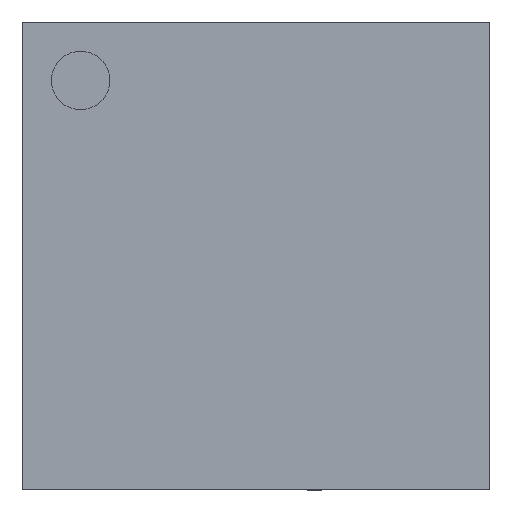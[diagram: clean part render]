
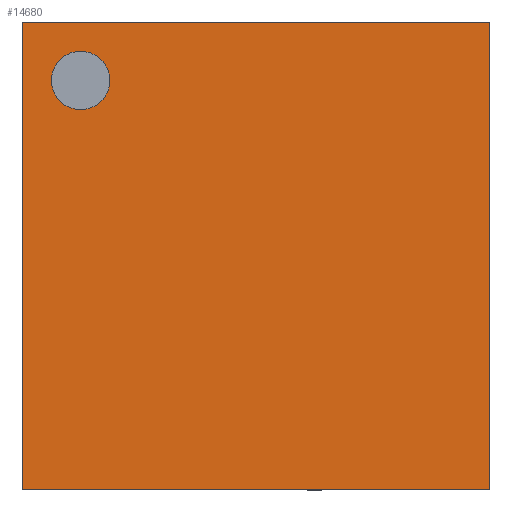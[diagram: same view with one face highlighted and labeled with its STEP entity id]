
A CAD part, top view. The second image highlights one B-rep face of the part: STEP entity #14680.
In plain terms, the highlighted free-form (B-spline) face has degree [1, 1] with [2, 2] control points.
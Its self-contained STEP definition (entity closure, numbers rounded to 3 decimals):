
#7846=CARTESIAN_POINT('',(-3.,2.5,3.0));
#7847=VERTEX_POINT('',#7846);
#7856=CARTESIAN_POINT('',(-3.,3.5,3.0));
#7857=VERTEX_POINT('',#7856);
#7858=CARTESIAN_POINT('',(-3.,3.0,3.0));
#7859=DIRECTION('',(0.0,0.0,-1.0));
#7860=DIRECTION('',(0.0,-1.0,0.0));
#7861=AXIS2_PLACEMENT_3D('',#7858,#7859,#7860);
#7862=CIRCLE('',#7861,0.5);
#7863=EDGE_CURVE('',#7857,#7847,#7862,.T.);
#14163=CARTESIAN_POINT('',(4.,-4.0,3.0));
#14164=VERTEX_POINT('',#14163);
#14171=CARTESIAN_POINT('',(-4.,-4.0,3.0));
#14172=VERTEX_POINT('',#14171);
#14173=CARTESIAN_POINT('',(4.,-4.0,3.0));
#14174=DIRECTION('',(-1.0,0.0,0.0));
#14175=VECTOR('',#14174,8.);
#14176=LINE('',#14173,#14175);
#14177=EDGE_CURVE('',#14164,#14172,#14176,.T.);
#14319=CARTESIAN_POINT('',(-4.,4.0,3.0));
#14320=VERTEX_POINT('',#14319);
#14321=CARTESIAN_POINT('',(-4.,-4.0,3.0));
#14322=DIRECTION('',(0.0,1.0,0.0));
#14323=VECTOR('',#14322,8.0);
#14324=LINE('',#14321,#14323);
#14325=EDGE_CURVE('',#14172,#14320,#14324,.T.);
#14413=CARTESIAN_POINT('',(4.,4.0,3.0));
#14414=VERTEX_POINT('',#14413);
#14415=CARTESIAN_POINT('',(-4.,4.0,3.0));
#14416=DIRECTION('',(1.0,0.0,0.0));
#14417=VECTOR('',#14416,8.);
#14418=LINE('',#14415,#14417);
#14419=EDGE_CURVE('',#14320,#14414,#14418,.T.);
#14552=CARTESIAN_POINT('',(4.,4.0,3.0));
#14553=DIRECTION('',(0.0,-1.0,0.0));
#14554=VECTOR('',#14553,8.0);
#14555=LINE('',#14552,#14554);
#14556=EDGE_CURVE('',#14414,#14164,#14555,.T.);
#14645=CARTESIAN_POINT('',(-3.,3.0,3.0));
#14646=DIRECTION('',(0.0,0.0,-1.0));
#14647=DIRECTION('',(0.0,-1.0,0.0));
#14648=AXIS2_PLACEMENT_3D('',#14645,#14646,#14647);
#14649=CIRCLE('',#14648,0.5);
#14650=EDGE_CURVE('',#7847,#7857,#14649,.T.);
#14665=CARTESIAN_POINT('',(-4.,-4.0,3.0));
#14666=CARTESIAN_POINT('',(4.,-4.0,3.0));
#14667=CARTESIAN_POINT('',(-4.,4.0,3.0));
#14668=CARTESIAN_POINT('',(4.,4.0,3.0));
#14669=B_SPLINE_SURFACE_WITH_KNOTS('',1,1,((#14665,#14667),(#14666,#14668)),.UNSPECIFIED.,.F.,.F.,.U.,(2,2),(2,2),(0.0,8.),(0.0,8.0),.UNSPECIFIED.);
#14670=ORIENTED_EDGE('',*,*,#14556,.F.);
#14671=ORIENTED_EDGE('',*,*,#14419,.F.);
#14672=ORIENTED_EDGE('',*,*,#14325,.F.);
#14673=ORIENTED_EDGE('',*,*,#14177,.F.);
#14674=EDGE_LOOP('',(#14670,#14671,#14672,#14673));
#14675=FACE_OUTER_BOUND('',#14674,.T.);
#14676=ORIENTED_EDGE('',*,*,#7863,.T.);
#14677=ORIENTED_EDGE('',*,*,#14650,.T.);
#14678=EDGE_LOOP('',(#14676,#14677));
#14679=FACE_BOUND('',#14678,.T.);
#14680=ADVANCED_FACE('',(#14675,#14679),#14669,.T.);
